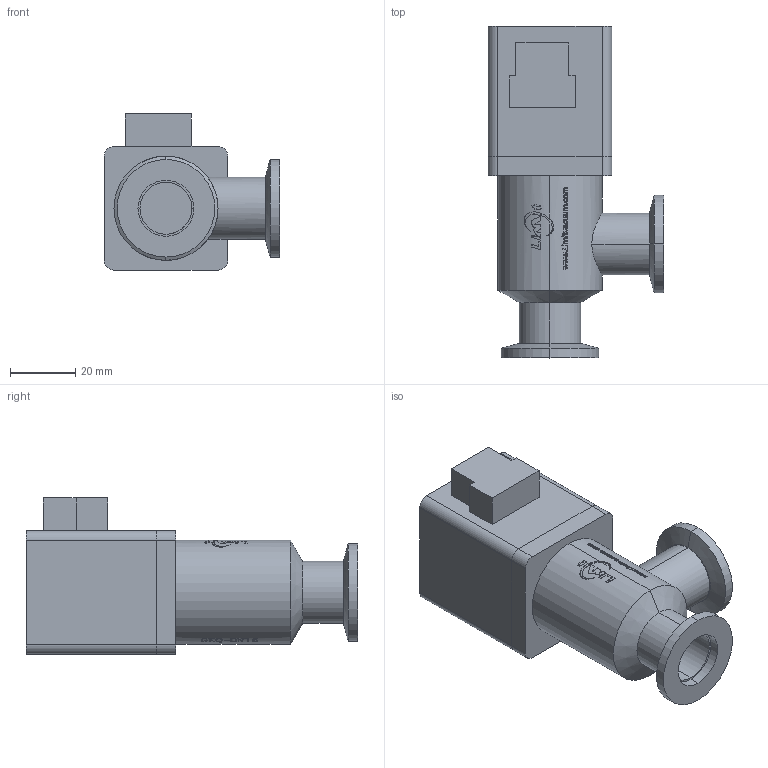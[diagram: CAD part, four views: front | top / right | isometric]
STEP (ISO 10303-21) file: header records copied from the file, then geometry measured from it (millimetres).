
FILE_DESCRIPTION (( 'STEP AP214' ), '1' );
FILE_NAME ('GKQ-DN16.STEP', '2024-05-14T08:20:44', ( '' ), ( '' ), 'SwSTEP 2.0', 'SolidWorks 2020', '' );
FILE_SCHEMA (( 'AUTOMOTIVE_DESIGN' ));
Length unit declared in the file: millimetre
Products named in the file (1): GKQ-DN16
Bounding box: 54 x 102 x 48 mm (x, y, z)
Volume: 97490.1 mm3; surface area: 25231 mm2
Topology: 3 solids, 3 shells, 652 faces, 1777 edges, 1181 vertices
Faces by surface type: bspline 316, plane 247, cylinder 83, cone 6
Entity records: 55909 total; most frequent: CARTESIAN_POINT 42193, ORIENTED_EDGE 3554, EDGE_CURVE 1777, DIRECTION 1616, VERTEX_POINT 1181, B_SPLINE_CURVE_WITH_KNOTS 1075, EDGE_LOOP 704, ADVANCED_FACE 652
